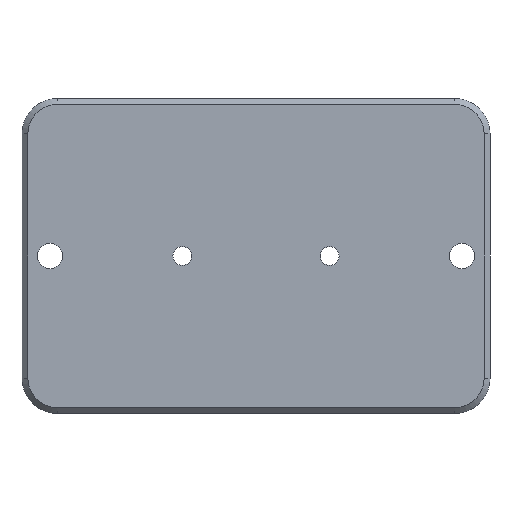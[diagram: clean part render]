
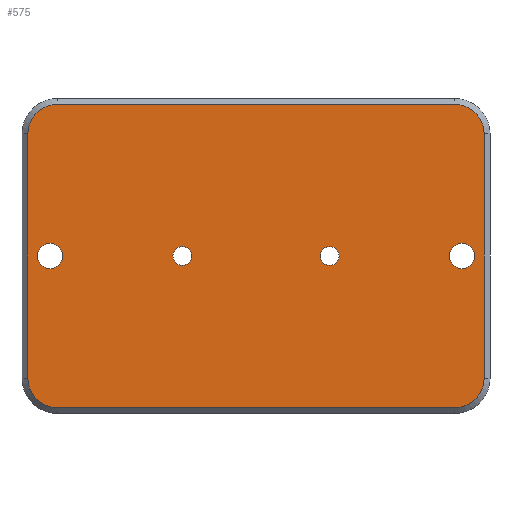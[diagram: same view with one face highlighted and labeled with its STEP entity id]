
A CAD part, front view. The second image highlights one B-rep face of the part: STEP entity #575.
In plain terms, the highlighted planar face has unit normal (0, -1, 0).
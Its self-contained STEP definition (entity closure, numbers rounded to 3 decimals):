
#54=CIRCLE('',#641,5.);
#55=CIRCLE('',#642,5.);
#56=CIRCLE('',#643,5.);
#57=CIRCLE('',#644,5.);
#58=CIRCLE('',#645,1.6);
#59=CIRCLE('',#646,1.6);
#60=CIRCLE('',#647,2.15);
#61=CIRCLE('',#648,2.15);
#108=ORIENTED_EDGE('',*,*,#256,.T.);
#109=ORIENTED_EDGE('',*,*,#257,.T.);
#110=ORIENTED_EDGE('',*,*,#258,.T.);
#111=ORIENTED_EDGE('',*,*,#259,.T.);
#112=ORIENTED_EDGE('',*,*,#260,.T.);
#113=ORIENTED_EDGE('',*,*,#261,.T.);
#114=ORIENTED_EDGE('',*,*,#262,.T.);
#115=ORIENTED_EDGE('',*,*,#263,.T.);
#116=ORIENTED_EDGE('',*,*,#264,.F.);
#117=ORIENTED_EDGE('',*,*,#265,.F.);
#118=ORIENTED_EDGE('',*,*,#266,.T.);
#119=ORIENTED_EDGE('',*,*,#267,.T.);
#256=EDGE_CURVE('',#330,#331,#54,.T.);
#257=EDGE_CURVE('',#331,#332,#368,.T.);
#258=EDGE_CURVE('',#332,#333,#55,.T.);
#259=EDGE_CURVE('',#333,#334,#369,.T.);
#260=EDGE_CURVE('',#334,#335,#56,.T.);
#261=EDGE_CURVE('',#335,#336,#370,.T.);
#262=EDGE_CURVE('',#336,#337,#57,.T.);
#263=EDGE_CURVE('',#337,#330,#371,.T.);
#264=EDGE_CURVE('',#338,#338,#58,.T.);
#265=EDGE_CURVE('',#339,#339,#59,.T.);
#266=EDGE_CURVE('',#340,#340,#60,.T.);
#267=EDGE_CURVE('',#341,#341,#61,.T.);
#330=VERTEX_POINT('',#959);
#331=VERTEX_POINT('',#960);
#332=VERTEX_POINT('',#962);
#333=VERTEX_POINT('',#964);
#334=VERTEX_POINT('',#966);
#335=VERTEX_POINT('',#968);
#336=VERTEX_POINT('',#970);
#337=VERTEX_POINT('',#972);
#338=VERTEX_POINT('',#975);
#339=VERTEX_POINT('',#977);
#340=VERTEX_POINT('',#979);
#341=VERTEX_POINT('',#981);
#368=LINE('',#961,#408);
#369=LINE('',#965,#409);
#370=LINE('',#969,#410);
#371=LINE('',#973,#411);
#408=VECTOR('',#757,1000.);
#409=VECTOR('',#760,1000.);
#410=VECTOR('',#763,1000.);
#411=VECTOR('',#766,1000.);
#441=EDGE_LOOP('',(#108,#109,#110,#111,#112,#113,#114,#115));
#442=EDGE_LOOP('',(#116));
#443=EDGE_LOOP('',(#117));
#444=EDGE_LOOP('',(#118));
#445=EDGE_LOOP('',(#119));
#503=FACE_BOUND('',#441,.T.);
#504=FACE_BOUND('',#442,.T.);
#505=FACE_BOUND('',#443,.T.);
#506=FACE_BOUND('',#444,.T.);
#507=FACE_BOUND('',#445,.T.);
#557=PLANE('',#640);
#575=ADVANCED_FACE('',(#503,#504,#505,#506,#507),#557,.T.);
#640=AXIS2_PLACEMENT_3D('',#957,#753,#754);
#641=AXIS2_PLACEMENT_3D('',#958,#755,#756);
#642=AXIS2_PLACEMENT_3D('',#963,#758,#759);
#643=AXIS2_PLACEMENT_3D('',#967,#761,#762);
#644=AXIS2_PLACEMENT_3D('',#971,#764,#765);
#645=AXIS2_PLACEMENT_3D('',#974,#767,#768);
#646=AXIS2_PLACEMENT_3D('',#976,#769,#770);
#647=AXIS2_PLACEMENT_3D('',#978,#771,#772);
#648=AXIS2_PLACEMENT_3D('',#980,#773,#774);
#753=DIRECTION('',(0.,-1.,0.));
#754=DIRECTION('',(0.,0.,-1.));
#755=DIRECTION('',(0.,-1.,0.));
#756=DIRECTION('',(0.,0.,-1.));
#757=DIRECTION('',(1.,0.,0.));
#758=DIRECTION('',(0.,-1.,0.));
#759=DIRECTION('',(0.,0.,-1.));
#760=DIRECTION('',(0.,0.,1.));
#761=DIRECTION('',(0.,-1.,0.));
#762=DIRECTION('',(0.,0.,-1.));
#763=DIRECTION('',(-1.,0.,0.));
#764=DIRECTION('',(0.,-1.,0.));
#765=DIRECTION('',(0.,0.,-1.));
#766=DIRECTION('',(0.,0.,-1.));
#767=DIRECTION('',(0.,-1.,0.));
#768=DIRECTION('',(0.,0.,-1.));
#769=DIRECTION('',(0.,-1.,0.));
#770=DIRECTION('',(0.,0.,-1.));
#771=DIRECTION('',(0.,1.,0.));
#772=DIRECTION('',(0.,0.,-1.));
#773=DIRECTION('',(0.,1.,0.));
#774=DIRECTION('',(0.,0.,-1.));
#957=CARTESIAN_POINT('',(0.,0.,0.));
#958=CARTESIAN_POINT('',(-33.75,0.,-20.75));
#959=CARTESIAN_POINT('',(-38.75,0.,-20.75));
#960=CARTESIAN_POINT('',(-33.75,0.,-25.75));
#961=CARTESIAN_POINT('',(0.,0.,-25.75));
#962=CARTESIAN_POINT('',(33.75,0.,-25.75));
#963=CARTESIAN_POINT('',(33.75,0.,-20.75));
#964=CARTESIAN_POINT('',(38.75,0.,-20.75));
#965=CARTESIAN_POINT('',(38.75,0.,0.));
#966=CARTESIAN_POINT('',(38.75,0.,20.75));
#967=CARTESIAN_POINT('',(33.75,0.,20.75));
#968=CARTESIAN_POINT('',(33.75,0.,25.75));
#969=CARTESIAN_POINT('',(0.,0.,25.75));
#970=CARTESIAN_POINT('',(-33.75,0.,25.75));
#971=CARTESIAN_POINT('',(-33.75,0.,20.75));
#972=CARTESIAN_POINT('',(-38.75,0.,20.75));
#973=CARTESIAN_POINT('',(-38.75,0.,0.));
#974=CARTESIAN_POINT('',(-12.5,0.,0.));
#975=CARTESIAN_POINT('',(-12.5,0.,-1.6));
#976=CARTESIAN_POINT('',(12.5,0.,0.));
#977=CARTESIAN_POINT('',(12.5,0.,-1.6));
#978=CARTESIAN_POINT('',(35.,0.,0.));
#979=CARTESIAN_POINT('',(35.,0.,-2.15));
#980=CARTESIAN_POINT('',(-35.,0.,0.));
#981=CARTESIAN_POINT('',(-35.,0.,-2.15));
